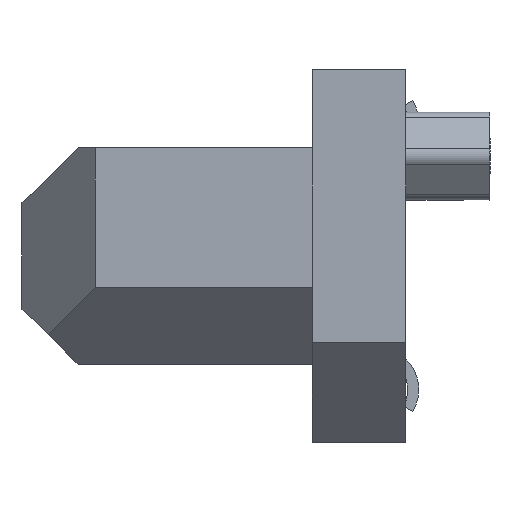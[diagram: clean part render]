
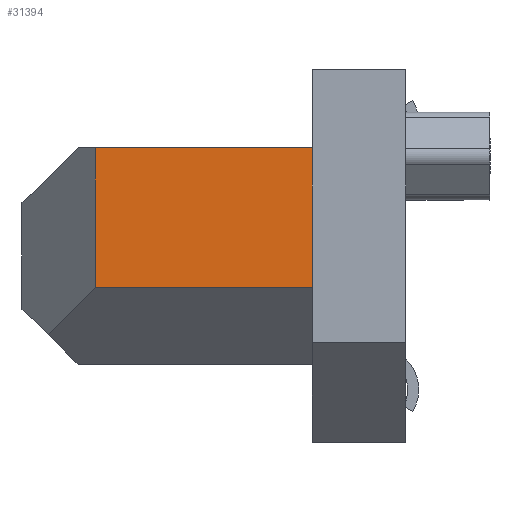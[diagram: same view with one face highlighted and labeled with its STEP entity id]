
A CAD part, left-side view. The second image highlights one B-rep face of the part: STEP entity #31394.
In plain terms, the highlighted planar face has unit normal (-1, 0, 0).
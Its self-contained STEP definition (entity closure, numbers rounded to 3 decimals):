
#3267=ORIENTED_EDGE('',*,*,#12377,.T.);
#3268=ORIENTED_EDGE('',*,*,#12396,.T.);
#3269=ORIENTED_EDGE('',*,*,#11545,.F.);
#3270=ORIENTED_EDGE('',*,*,#12276,.F.);
#11545=EDGE_CURVE('',#16377,#16378,#19528,.T.);
#12276=EDGE_CURVE('',#16944,#16377,#20219,.T.);
#12377=EDGE_CURVE('',#16944,#16984,#20320,.T.);
#12396=EDGE_CURVE('',#16984,#16378,#20339,.T.);
#16377=VERTEX_POINT('',#44561);
#16378=VERTEX_POINT('',#44563);
#16944=VERTEX_POINT('',#45941);
#16984=VERTEX_POINT('',#46160);
#19528=LINE('',#44562,#23163);
#20219=LINE('',#45942,#23854);
#20320=LINE('',#46161,#23955);
#20339=LINE('',#46195,#23974);
#23163=VECTOR('',#35628,1000.);
#23854=VECTOR('',#36563,1000.);
#23955=VECTOR('',#36820,1000.);
#23974=VECTOR('',#36853,1000.);
#26958=EDGE_LOOP('',(#3267,#3268,#3269,#3270));
#28641=FACE_BOUND('',#26958,.T.);
#30319=PLANE('',#33165);
#31394=ADVANCED_FACE('',(#28641),#30319,.F.);
#33165=AXIS2_PLACEMENT_3D('',#46319,#36956,#36957);
#35628=DIRECTION('',(0.,0.,-1.));
#36563=DIRECTION('',(0.,-1.,0.));
#36820=DIRECTION('',(0.,0.,-1.));
#36853=DIRECTION('',(0.,-1.,0.));
#36956=DIRECTION('',(1.,0.,0.));
#36957=DIRECTION('',(0.,0.,-1.));
#44561=CARTESIAN_POINT('',(-10.1,1.405,1.625));
#44562=CARTESIAN_POINT('',(-10.1,1.405,1.625));
#44563=CARTESIAN_POINT('',(-10.1,1.405,-0.475));
#45941=CARTESIAN_POINT('',(-10.1,4.665,1.625));
#45942=CARTESIAN_POINT('',(-10.1,4.665,1.625));
#46160=CARTESIAN_POINT('',(-10.1,4.665,-0.475));
#46161=CARTESIAN_POINT('',(-10.1,4.665,1.625));
#46195=CARTESIAN_POINT('',(-10.1,7.37,-0.475));
#46319=CARTESIAN_POINT('',(-10.1,4.665,1.625));
